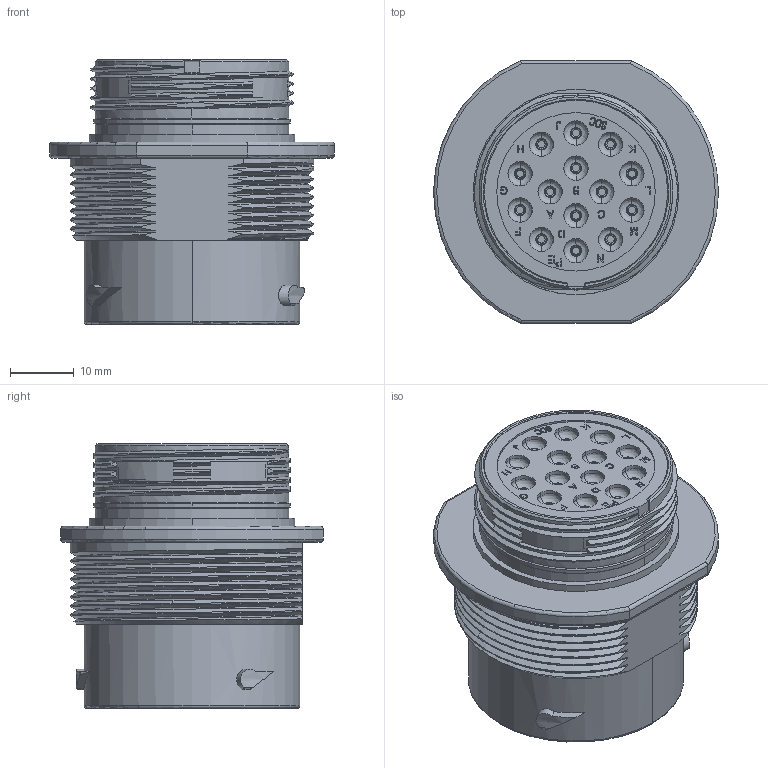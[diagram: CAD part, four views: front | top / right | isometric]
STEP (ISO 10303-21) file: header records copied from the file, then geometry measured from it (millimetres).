
FILE_DESCRIPTION((''),'2;1');
FILE_NAME('C-AHDM04-18-14SR_3D','2018-09-30T',('Administrator'),(''),'PRO/ENGINEER BY PARAMETRIC TECHNOLOGY CORPORATION, 2016360','PRO/ENGINEER BY PARAMETRIC TECHNOLOGY CORPORATION, 2016360','');
FILE_SCHEMA(('CONFIG_CONTROL_DESIGN'));
Length unit declared in the file: millimetre
Products named in the file (1): C-AHDM04-18-14SR_3D
Bounding box: 44.6 x 41.1 x 41.45 mm (x, y, z)
Volume: 33813.8 mm3; surface area: 10868.3 mm2
Topology: 1 solids, 1 shells, 1049 faces, 2901 edges, 1946 vertices
Faces by surface type: plane 566, extrusion 186, cylinder 112, bspline 103, cone 44, torus 38
Entity records: 40183 total; most frequent: CARTESIAN_POINT 14418, ORIENTED_EDGE 5798, DIRECTION 4452, EDGE_CURVE 2899, VERTEX_POINT 1946, VECTOR 1906, LINE 1720, AXIS2_PLACEMENT_3D 1273
